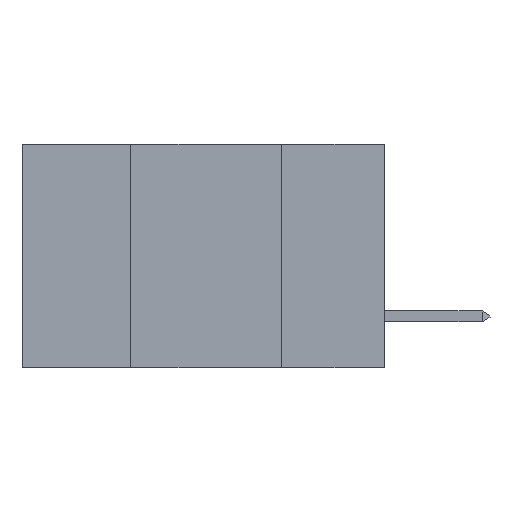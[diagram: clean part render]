
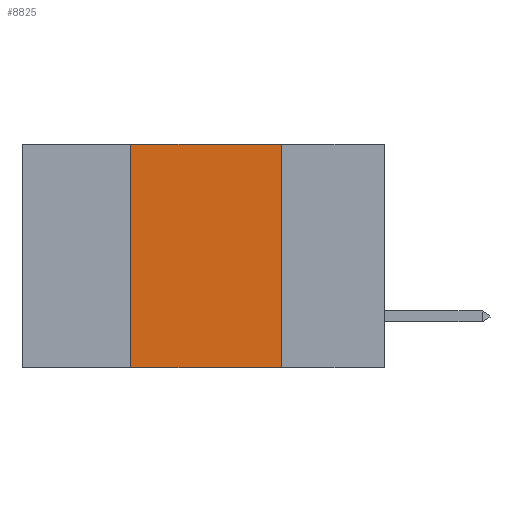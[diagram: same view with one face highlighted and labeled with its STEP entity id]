
A CAD part, left-side view. The second image highlights one B-rep face of the part: STEP entity #8825.
In plain terms, the highlighted planar face has unit normal (-1, 0, 0).
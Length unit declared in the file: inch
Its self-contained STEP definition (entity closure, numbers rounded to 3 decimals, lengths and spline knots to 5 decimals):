
#98 = EDGE_CURVE ( 'NONE', #9442, #9693, #9938, .T. ) ;
#200 = ORIENTED_EDGE ( 'NONE', *, *, #2854, .F. ) ;
#1162 = FACE_OUTER_BOUND ( 'NONE', #3041, .T. ) ;
#1174 = CARTESIAN_POINT ( 'NONE',  ( 0., 0.6, 0. ) ) ;
#1254 = DIRECTION ( 'NONE',  ( 0., -1., 0. ) ) ;
#1360 = EDGE_CURVE ( 'NONE', #2180, #6358, #4928, .T. ) ;
#1711 = DIRECTION ( 'NONE',  ( 1., 0., 0. ) ) ;
#2180 = VERTEX_POINT ( 'NONE', #7884 ) ;
#2615 = DIRECTION ( 'NONE',  ( 0., 0., -1. ) ) ;
#2636 = EDGE_CURVE ( 'NONE', #2180, #9693, #6036, .T. ) ;
#2844 = CARTESIAN_POINT ( 'NONE',  ( 0., 0.42, 0. ) ) ;
#2854 = EDGE_CURVE ( 'NONE', #6358, #9442, #8339, .T. ) ;
#3041 = EDGE_LOOP ( 'NONE', ( #3367, #200, #9792, #4505 ) ) ;
#3293 = DIRECTION ( 'NONE',  ( 0., -1., 0. ) ) ;
#3343 = CARTESIAN_POINT ( 'NONE',  ( 0., 0.6, -0.37 ) ) ;
#3367 = ORIENTED_EDGE ( 'NONE', *, *, #98, .F. ) ;
#3540 = CARTESIAN_POINT ( 'NONE',  ( 0., 0.6, 0. ) ) ;
#4294 = VECTOR ( 'NONE', #1254, 39.37008 ) ;
#4505 = ORIENTED_EDGE ( 'NONE', *, *, #2636, .T. ) ;
#4519 = PLANE ( 'NONE',  #6218 ) ;
#4928 = LINE ( 'NONE', #10502, #9378 ) ;
#5660 = DIRECTION ( 'NONE',  ( 0., 0., 1. ) ) ;
#6036 = LINE ( 'NONE', #3343, #7962 ) ;
#6218 = AXIS2_PLACEMENT_3D ( 'NONE', #3540, #1711, #7983 ) ;
#6358 = VERTEX_POINT ( 'NONE', #2844 ) ;
#7748 = VECTOR ( 'NONE', #2615, 39.37008 ) ;
#7884 = CARTESIAN_POINT ( 'NONE',  ( 0., 0.42, -0.37 ) ) ;
#7962 = VECTOR ( 'NONE', #3293, 39.37008 ) ;
#7983 = DIRECTION ( 'NONE',  ( 0., 0., -1. ) ) ;
#8339 = LINE ( 'NONE', #1174, #4294 ) ;
#8709 = CARTESIAN_POINT ( 'NONE',  ( 0., 0.17, 0. ) ) ;
#8825 = ADVANCED_FACE ( 'NONE', ( #1162 ), #4519, .F. ) ;
#9197 = CARTESIAN_POINT ( 'NONE',  ( 0., 0.17, -0.37 ) ) ;
#9378 = VECTOR ( 'NONE', #5660, 39.37008 ) ;
#9442 = VERTEX_POINT ( 'NONE', #9732 ) ;
#9693 = VERTEX_POINT ( 'NONE', #9197 ) ;
#9732 = CARTESIAN_POINT ( 'NONE',  ( 0., 0.17, 0. ) ) ;
#9792 = ORIENTED_EDGE ( 'NONE', *, *, #1360, .F. ) ;
#9938 = LINE ( 'NONE', #8709, #7748 ) ;
#10502 = CARTESIAN_POINT ( 'NONE',  ( 0., 0.42, 0. ) ) ;
